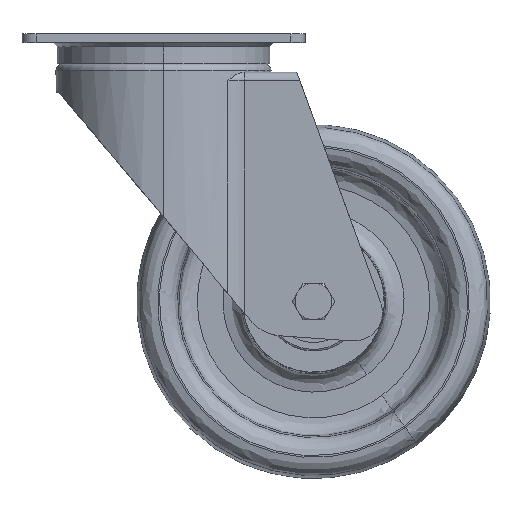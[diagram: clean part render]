
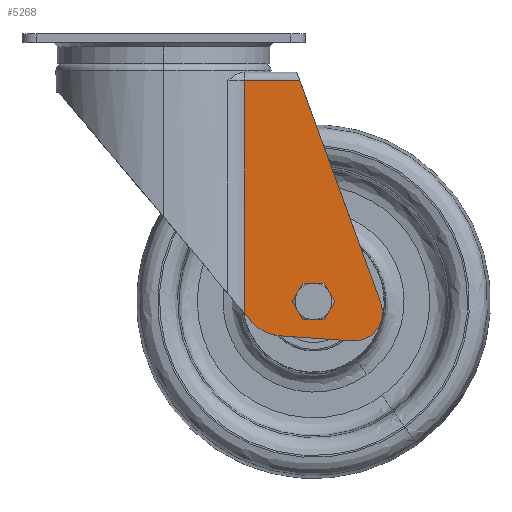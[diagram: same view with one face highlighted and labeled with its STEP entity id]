
A CAD part, top view. The second image highlights one B-rep face of the part: STEP entity #5268.
In plain terms, the highlighted planar face has unit normal (0, 0, 1).
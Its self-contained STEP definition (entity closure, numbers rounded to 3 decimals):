
#19 = CARTESIAN_POINT ( 'NONE',  ( 48.9, -94.5, 28.5 ) ) ;
#97 = VECTOR ( 'NONE', #1272, 1000. ) ;
#134 = ORIENTED_EDGE ( 'NONE', *, *, #12919, .T. ) ;
#155 = CARTESIAN_POINT ( 'NONE',  ( 30.825, -101.33, 28.5 ) ) ;
#510 = DIRECTION ( 'NONE',  ( 1., 0., 0. ) ) ;
#556 = CARTESIAN_POINT ( 'NONE',  ( 76.733, -95.03, 28.5 ) ) ;
#1186 = DIRECTION ( 'NONE',  ( 0., 0., 1. ) ) ;
#1272 = DIRECTION ( 'NONE',  ( -0.643, 0.766, 0. ) ) ;
#1991 = CARTESIAN_POINT ( 'NONE',  ( 67.336, -98.45, 28.5 ) ) ;
#1993 = VECTOR ( 'NONE', #13897, 1000. ) ;
#2024 = CIRCLE ( 'NONE', #7882, 4.1 ) ;
#2093 = DIRECTION ( 'NONE',  ( 1., 0., 0. ) ) ;
#2339 = ORIENTED_EDGE ( 'NONE', *, *, #3518, .T. ) ;
#2468 = EDGE_CURVE ( 'NONE', #9694, #12157, #7914, .T. ) ;
#2777 = EDGE_CURVE ( 'NONE', #7966, #9498, #10535, .T. ) ;
#3104 = VERTEX_POINT ( 'NONE', #8230 ) ;
#3330 = DIRECTION ( 'NONE',  ( 0., 0., 1. ) ) ;
#3355 = DIRECTION ( 'NONE',  ( -0.998, 0.07, 0. ) ) ;
#3450 = VECTOR ( 'NONE', #13288, 1000. ) ;
#3492 = CIRCLE ( 'NONE', #9594, 10. ) ;
#3518 = EDGE_CURVE ( 'NONE', #3104, #7434, #3492, .T. ) ;
#4203 = DIRECTION ( 'NONE',  ( 0., 0., 1. ) ) ;
#4278 = DIRECTION ( 'NONE',  ( 0.342, -0.94, 0. ) ) ;
#4329 = CARTESIAN_POINT ( 'NONE',  ( 104.504, -171.329, 28.5 ) ) ;
#4832 = CARTESIAN_POINT ( 'NONE',  ( 28.666, -16.5, 28.5 ) ) ;
#5158 = FACE_OUTER_BOUND ( 'NONE', #14166, .T. ) ;
#5268 = ADVANCED_FACE ( 'NONE', ( #9681, #5158 ), #11235, .T. ) ;
#5284 = LINE ( 'NONE', #4329, #13756 ) ;
#5347 = CARTESIAN_POINT ( 'NONE',  ( 41.269, -106.652, 28.5 ) ) ;
#5367 = CARTESIAN_POINT ( 'NONE',  ( 57.1, -94.5, 28.5 ) ) ;
#5604 = VECTOR ( 'NONE', #3355, 1000. ) ;
#5628 = ORIENTED_EDGE ( 'NONE', *, *, #14678, .F. ) ;
#6457 = CARTESIAN_POINT ( 'NONE',  ( 28.666, -98.758, 28.5 ) ) ;
#6502 = CARTESIAN_POINT ( 'NONE',  ( 48.151, -16.5, 28.5 ) ) ;
#6713 = LINE ( 'NONE', #4832, #3450 ) ;
#6791 = LINE ( 'NONE', #15038, #1993 ) ;
#6910 = VERTEX_POINT ( 'NONE', #5347 ) ;
#7434 = VERTEX_POINT ( 'NONE', #556 ) ;
#7658 = DIRECTION ( 'NONE',  ( 0., 0., 1. ) ) ;
#7773 = EDGE_CURVE ( 'NONE', #9694, #6910, #9365, .T. ) ;
#7882 = AXIS2_PLACEMENT_3D ( 'NONE', #8643, #1186, #8595 ) ;
#7914 = LINE ( 'NONE', #8524, #97 ) ;
#7966 = VERTEX_POINT ( 'NONE', #19 ) ;
#8132 = AXIS2_PLACEMENT_3D ( 'NONE', #13010, #3330, #2093 ) ;
#8230 = CARTESIAN_POINT ( 'NONE',  ( 66.639, -108.426, 28.5 ) ) ;
#8524 = CARTESIAN_POINT ( 'NONE',  ( 71.285, -149.549, 28.5 ) ) ;
#8595 = DIRECTION ( 'NONE',  ( 1., 0., 0. ) ) ;
#8643 = CARTESIAN_POINT ( 'NONE',  ( 53., -94.5, 28.5 ) ) ;
#8663 = DIRECTION ( 'NONE',  ( 1., 0., 0. ) ) ;
#8825 = VERTEX_POINT ( 'NONE', #6502 ) ;
#9120 = ORIENTED_EDGE ( 'NONE', *, *, #9279, .F. ) ;
#9279 = EDGE_CURVE ( 'NONE', #9498, #7966, #2024, .T. ) ;
#9365 = CIRCLE ( 'NONE', #8132, 15. ) ;
#9430 = EDGE_CURVE ( 'NONE', #8825, #7434, #5284, .T. ) ;
#9498 = VERTEX_POINT ( 'NONE', #5367 ) ;
#9594 = AXIS2_PLACEMENT_3D ( 'NONE', #1991, #11661, #15225 ) ;
#9681 = FACE_BOUND ( 'NONE', #10702, .T. ) ;
#9694 = VERTEX_POINT ( 'NONE', #155 ) ;
#10147 = CARTESIAN_POINT ( 'NONE',  ( 53., -94.5, 28.5 ) ) ;
#10535 = CIRCLE ( 'NONE', #12405, 4.1 ) ;
#10702 = EDGE_LOOP ( 'NONE', ( #9120, #13793 ) ) ;
#10818 = ORIENTED_EDGE ( 'NONE', *, *, #11723, .T. ) ;
#11235 = PLANE ( 'NONE',  #13224 ) ;
#11476 = CARTESIAN_POINT ( 'NONE',  ( 7.348, -104.28, 28.5 ) ) ;
#11661 = DIRECTION ( 'NONE',  ( 0., 0., 1. ) ) ;
#11723 = EDGE_CURVE ( 'NONE', #13261, #12157, #6791, .T. ) ;
#12157 = VERTEX_POINT ( 'NONE', #6457 ) ;
#12405 = AXIS2_PLACEMENT_3D ( 'NONE', #10147, #4203, #510 ) ;
#12605 = ORIENTED_EDGE ( 'NONE', *, *, #9430, .F. ) ;
#12803 = ORIENTED_EDGE ( 'NONE', *, *, #7773, .T. ) ;
#12919 = EDGE_CURVE ( 'NONE', #8825, #13261, #6713, .T. ) ;
#13010 = CARTESIAN_POINT ( 'NONE',  ( 42.315, -91.688, 28.5 ) ) ;
#13110 = CARTESIAN_POINT ( 'NONE',  ( 28.666, -16.5, 28.5 ) ) ;
#13224 = AXIS2_PLACEMENT_3D ( 'NONE', #13603, #7658, #8663 ) ;
#13261 = VERTEX_POINT ( 'NONE', #13110 ) ;
#13288 = DIRECTION ( 'NONE',  ( -1., 0., 0. ) ) ;
#13544 = ORIENTED_EDGE ( 'NONE', *, *, #2468, .F. ) ;
#13603 = CARTESIAN_POINT ( 'NONE',  ( 0., -209.365, 28.5 ) ) ;
#13756 = VECTOR ( 'NONE', #4278, 1000. ) ;
#13793 = ORIENTED_EDGE ( 'NONE', *, *, #2777, .F. ) ;
#13897 = DIRECTION ( 'NONE',  ( 0., -1., 0. ) ) ;
#14166 = EDGE_LOOP ( 'NONE', ( #12605, #134, #10818, #13544, #12803, #5628, #2339 ) ) ;
#14678 = EDGE_CURVE ( 'NONE', #3104, #6910, #15622, .T. ) ;
#15038 = CARTESIAN_POINT ( 'NONE',  ( 28.666, -94.549, 28.5 ) ) ;
#15225 = DIRECTION ( 'NONE',  ( 1., 0., 0. ) ) ;
#15622 = LINE ( 'NONE', #11476, #5604 ) ;
